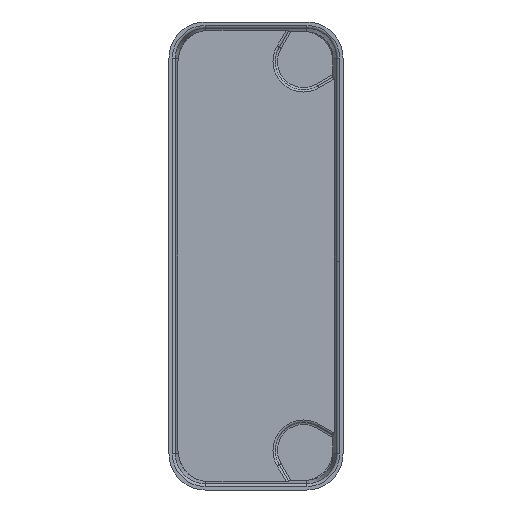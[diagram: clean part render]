
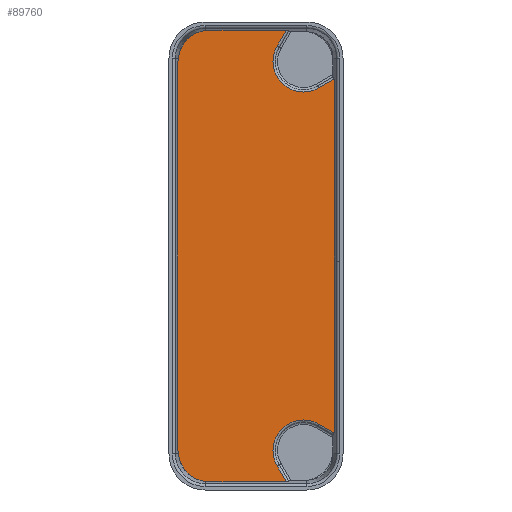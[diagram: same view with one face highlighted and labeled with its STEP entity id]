
A CAD part, front view. The second image highlights one B-rep face of the part: STEP entity #89760.
In plain terms, the highlighted face is planar.
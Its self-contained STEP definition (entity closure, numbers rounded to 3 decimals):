
#88801=DIRECTION('',(0.866,-0.5,0.));
#88802=VECTOR('',#88801,7.679);
#88803=CARTESIAN_POINT('',(27.75,-74.309,0.));
#88804=LINE('',#88803,#88802);
#88805=CARTESIAN_POINT('',(21.,-86.,0.));
#88806=DIRECTION('',(0.,0.,-1.));
#88807=DIRECTION('',(-0.864,-0.503,0.));
#88808=AXIS2_PLACEMENT_3D('',#88805,#88806,#88807);
#88810=DIRECTION('',(-0.503,0.864,0.));
#88811=VECTOR('',#88810,8.111);
#88812=CARTESIAN_POINT('',(13.412,-99.801,0.));
#88813=LINE('',#88812,#88811);
#88814=DIRECTION('',(0.945,0.327,0.));
#88815=VECTOR('',#88814,0.302);
#88816=CARTESIAN_POINT('',(13.127,-99.9,0.));
#88817=LINE('',#88816,#88815);
#88818=DIRECTION('',(-1.,0.,0.));
#88819=VECTOR('',#88818,33.527);
#88820=CARTESIAN_POINT('',(13.127,-99.9,0.));
#88821=LINE('',#88820,#88819);
#88822=CARTESIAN_POINT('',(-20.4,-85.8,0.));
#88823=DIRECTION('',(0.,0.,1.));
#88824=DIRECTION('',(-1.,0.,0.));
#88825=AXIS2_PLACEMENT_3D('',#88822,#88823,#88824);
#88827=DIRECTION('',(0.,1.,0.));
#88828=VECTOR('',#88827,171.6);
#88829=CARTESIAN_POINT('',(-34.5,-85.8,0.));
#88830=LINE('',#88829,#88828);
#88831=CARTESIAN_POINT('',(-20.4,85.8,0.));
#88832=DIRECTION('',(0.,0.,1.));
#88833=DIRECTION('',(0.,1.,0.));
#88834=AXIS2_PLACEMENT_3D('',#88831,#88832,#88833);
#88836=DIRECTION('',(1.,0.,0.));
#88837=VECTOR('',#88836,33.527);
#88838=CARTESIAN_POINT('',(-20.4,99.9,0.));
#88839=LINE('',#88838,#88837);
#88840=DIRECTION('',(-0.945,0.327,0.));
#88841=VECTOR('',#88840,0.302);
#88842=CARTESIAN_POINT('',(13.412,99.801,0.));
#88843=LINE('',#88842,#88841);
#88844=DIRECTION('',(0.503,0.864,0.));
#88845=VECTOR('',#88844,8.111);
#88846=CARTESIAN_POINT('',(9.332,92.791,0.));
#88847=LINE('',#88846,#88845);
#88848=CARTESIAN_POINT('',(21.,86.,0.));
#88849=DIRECTION('',(0.,0.,-1.));
#88850=DIRECTION('',(0.5,-0.866,0.));
#88851=AXIS2_PLACEMENT_3D('',#88848,#88849,#88850);
#88853=DIRECTION('',(-0.866,-0.5,0.));
#88854=VECTOR('',#88853,7.679);
#88855=CARTESIAN_POINT('',(34.4,78.148,0.));
#88856=LINE('',#88855,#88854);
#88857=DIRECTION('',(-0.327,0.945,0.));
#88858=VECTOR('',#88857,0.305);
#88859=CARTESIAN_POINT('',(34.5,77.86,0.));
#88860=LINE('',#88859,#88858);
#88861=DIRECTION('',(0.,-1.,0.));
#88862=VECTOR('',#88861,155.721);
#88863=CARTESIAN_POINT('',(34.5,77.86,0.));
#88864=LINE('',#88863,#88862);
#88865=DIRECTION('',(0.327,0.945,0.));
#88866=VECTOR('',#88865,0.305);
#88867=CARTESIAN_POINT('',(34.4,-78.148,0.));
#88868=LINE('',#88867,#88866);
#88882=CARTESIAN_POINT('',(34.4,-78.148,0.));
#88928=CARTESIAN_POINT('',(34.4,78.148,0.));
#88948=CARTESIAN_POINT('',(13.412,99.801,0.));
#89023=CARTESIAN_POINT('',(13.412,-99.801,0.));
#89569=CARTESIAN_POINT('',(-20.4,99.9,0.));
#89570=CARTESIAN_POINT('',(-34.5,85.8,0.));
#89571=VERTEX_POINT('',#89569);
#89572=VERTEX_POINT('',#89570);
#89577=CARTESIAN_POINT('',(-34.5,-85.8,0.));
#89578=CARTESIAN_POINT('',(-20.4,-99.9,0.));
#89579=VERTEX_POINT('',#89577);
#89580=VERTEX_POINT('',#89578);
#89589=CARTESIAN_POINT('',(13.127,-99.9,0.));
#89590=VERTEX_POINT('',#89589);
#89593=CARTESIAN_POINT('',(34.5,77.86,0.));
#89594=CARTESIAN_POINT('',(34.5,-77.86,0.));
#89595=VERTEX_POINT('',#89593);
#89596=VERTEX_POINT('',#89594);
#89599=CARTESIAN_POINT('',(13.127,99.9,0.));
#89600=VERTEX_POINT('',#89599);
#89601=VERTEX_POINT('',#88948);
#89605=CARTESIAN_POINT('',(9.332,92.791,0.));
#89606=VERTEX_POINT('',#89605);
#89607=CARTESIAN_POINT('',(27.75,74.309,0.));
#89608=VERTEX_POINT('',#89607);
#89612=VERTEX_POINT('',#88928);
#89645=VERTEX_POINT('',#88882);
#89649=CARTESIAN_POINT('',(27.75,-74.309,0.));
#89650=VERTEX_POINT('',#89649);
#89651=CARTESIAN_POINT('',(9.332,-92.791,0.));
#89652=VERTEX_POINT('',#89651);
#89656=VERTEX_POINT('',#89023);
#89721=CARTESIAN_POINT('',(0.,0.,0.));
#89722=DIRECTION('',(0.,0.,-1.));
#89723=DIRECTION('',(0.,1.,0.));
#89724=AXIS2_PLACEMENT_3D('',#89721,#89722,#89723);
#89725=PLANE('',#89724);
#89727=ORIENTED_EDGE('',*,*,#89726,.F.);
#89729=ORIENTED_EDGE('',*,*,#89728,.F.);
#89731=ORIENTED_EDGE('',*,*,#89730,.F.);
#89733=ORIENTED_EDGE('',*,*,#89732,.F.);
#89735=ORIENTED_EDGE('',*,*,#89734,.T.);
#89737=ORIENTED_EDGE('',*,*,#89736,.F.);
#89739=ORIENTED_EDGE('',*,*,#89738,.T.);
#89741=ORIENTED_EDGE('',*,*,#89740,.F.);
#89743=ORIENTED_EDGE('',*,*,#89742,.T.);
#89745=ORIENTED_EDGE('',*,*,#89744,.F.);
#89747=ORIENTED_EDGE('',*,*,#89746,.F.);
#89749=ORIENTED_EDGE('',*,*,#89748,.F.);
#89751=ORIENTED_EDGE('',*,*,#89750,.F.);
#89753=ORIENTED_EDGE('',*,*,#89752,.F.);
#89755=ORIENTED_EDGE('',*,*,#89754,.T.);
#89757=ORIENTED_EDGE('',*,*,#89756,.F.);
#89758=EDGE_LOOP('',(#89727,#89729,#89731,#89733,#89735,#89737,#89739,#89741,
#89743,#89745,#89747,#89749,#89751,#89753,#89755,#89757));
#89759=FACE_OUTER_BOUND('',#89758,.F.);
#89760=ADVANCED_FACE('',(#89759),#89725,.F.);
#88809=CIRCLE('',#88808,13.5);
#88826=CIRCLE('',#88825,14.1);
#88835=CIRCLE('',#88834,14.1);
#88852=CIRCLE('',#88851,13.5);
#89726=EDGE_CURVE('',#89650,#89645,#88804,.T.);
#89728=EDGE_CURVE('',#89652,#89650,#88809,.T.);
#89730=EDGE_CURVE('',#89656,#89652,#88813,.T.);
#89732=EDGE_CURVE('',#89590,#89656,#88817,.T.);
#89734=EDGE_CURVE('',#89590,#89580,#88821,.T.);
#89736=EDGE_CURVE('',#89579,#89580,#88826,.T.);
#89738=EDGE_CURVE('',#89579,#89572,#88830,.T.);
#89740=EDGE_CURVE('',#89571,#89572,#88835,.T.);
#89742=EDGE_CURVE('',#89571,#89600,#88839,.T.);
#89744=EDGE_CURVE('',#89601,#89600,#88843,.T.);
#89746=EDGE_CURVE('',#89606,#89601,#88847,.T.);
#89748=EDGE_CURVE('',#89608,#89606,#88852,.T.);
#89750=EDGE_CURVE('',#89612,#89608,#88856,.T.);
#89752=EDGE_CURVE('',#89595,#89612,#88860,.T.);
#89754=EDGE_CURVE('',#89595,#89596,#88864,.T.);
#89756=EDGE_CURVE('',#89645,#89596,#88868,.T.);
